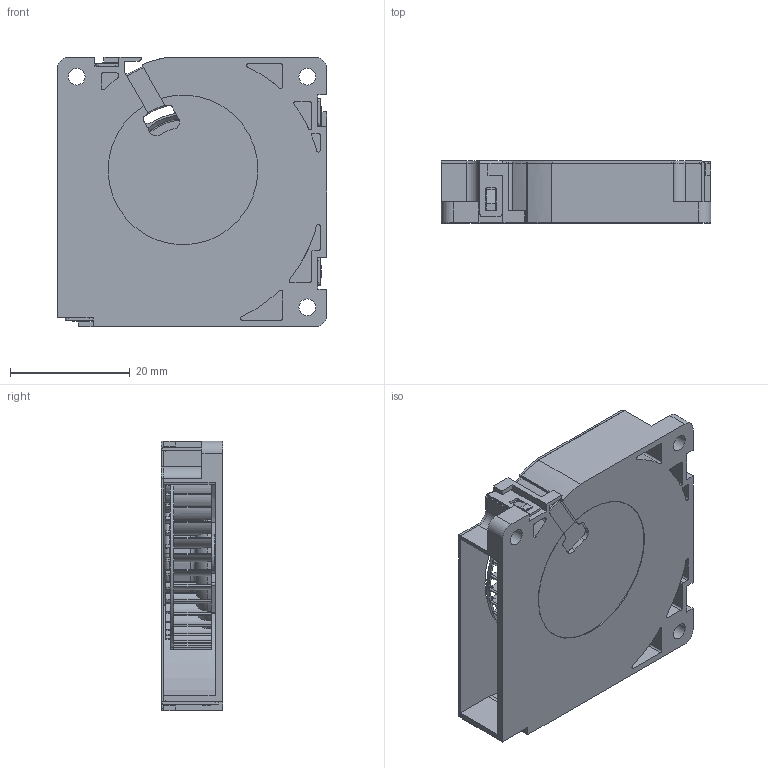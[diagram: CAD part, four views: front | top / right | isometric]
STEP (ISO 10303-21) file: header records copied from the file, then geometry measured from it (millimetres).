
FILE_DESCRIPTION((''),'2;1');
FILE_NAME('BFB45X10-C_ASM','2011-10-28T',('FONG.CHEN'),(''),'PRO/ENGINEER BY PARAMETRIC TECHNOLOGY CORPORATION, 2006460','PRO/ENGINEER BY PARAMETRIC TECHNOLOGY CORPORATION, 2006460','');
FILE_SCHEMA(('CONFIG_CONTROL_DESIGN'));
Length unit declared in the file: millimetre
Products named in the file (4): 4104008900; FRAME; IMPELLER_TEST23_37; BFB45X10-C_ASM
Assembly tree (3 placements, depth 2):
  BFB45X10-C_ASM
    4104008900
    FRAME
    IMPELLER_TEST23_37
Bounding box: 45 x 10.3 x 45 mm (x, y, z)
Volume: 7052.1 mm3; surface area: 14356.4 mm2
Topology: 3 solids, 5 shells, 821 faces, 2577 edges, 1708 vertices
Faces by surface type: cylinder 485, plane 277, torus 50, extrusion 5, cone 4
Entity records: 30084 total; most frequent: CARTESIAN_POINT 5815, DIRECTION 5466, ORIENTED_EDGE 5154, EDGE_CURVE 2577, AXIS2_PLACEMENT_3D 2168, VERTEX_POINT 1708, CIRCLE 1345, VECTOR 1130
